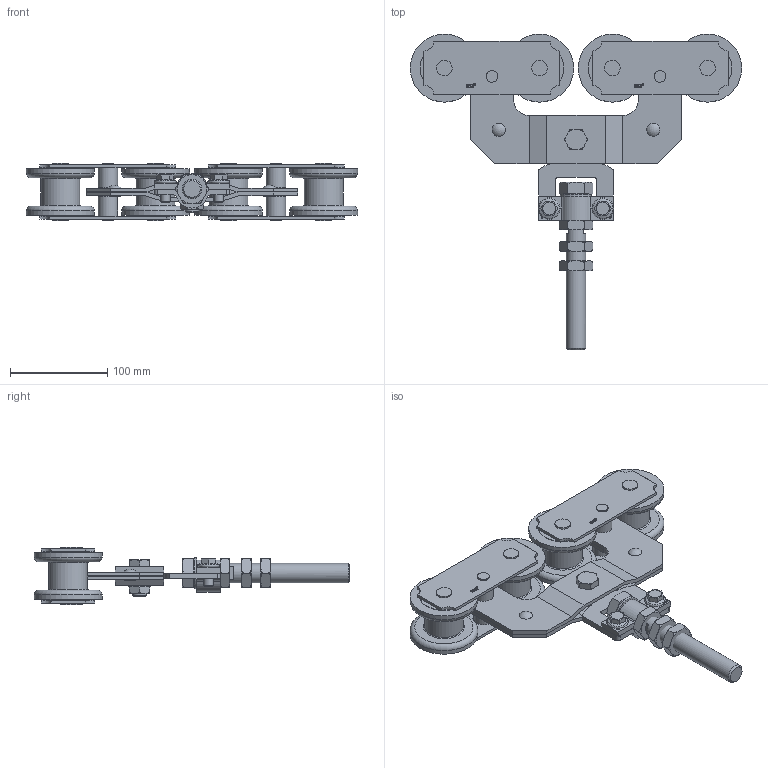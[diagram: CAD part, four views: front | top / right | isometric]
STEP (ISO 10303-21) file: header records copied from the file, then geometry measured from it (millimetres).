
FILE_DESCRIPTION(/* description */ (''),/* implementation_level */ '2;1');
FILE_NAME(/* name */ '0288SL.stp',/* time_stamp */ '2020-11-30T15:44:46+01:00',/* author */ ('SIMMETF'),/* organization */ (''),/* preprocessor_version */ 'ST-DEVELOPER v17.2',/* originating_system */ 'Autodesk Inventor 2019',/* authorisation */ '');
FILE_SCHEMA (('AUTOMOTIVE_DESIGN { 1 0 10303 214 3 1 1 }'));
Length unit declared in the file: millimetre
Products named in the file (1): Pièce1
Bounding box: 341 x 325 x 59 mm (x, y, z)
Volume: 790751.5 mm3; surface area: 382090 mm2
Topology: 90 solids, 90 shells, 1476 faces, 3895 edges, 2572 vertices
Faces by surface type: plane 721, cylinder 553, bspline 92, torus 78, cone 30, sphere 2
Full cylindrical faces by diameter (mm): 1.7 x4, 2 x4, 4.97 x52, 6 x6, 8.376 x2, 9.7 x12, 10 x14, 10.1 x2, 11 x2, 11.835 x1, 12 x4, 14 x1, 14.3 x1, 16 x17, 16.2 x5, 17.294 x3, 20 x6, 23.9 x4, 24.2 x4, 27.7 x1, 32 x1, 33.8 x4, 34 x4, 40 x4, 50 x8, 70 x8
Entity records: 48219 total; most frequent: CARTESIAN_POINT 10532, DIRECTION 8069, ORIENTED_EDGE 7790, EDGE_CURVE 3895, AXIS2_PLACEMENT_3D 3141, VERTEX_POINT 2572, LINE 1787, VECTOR 1787
